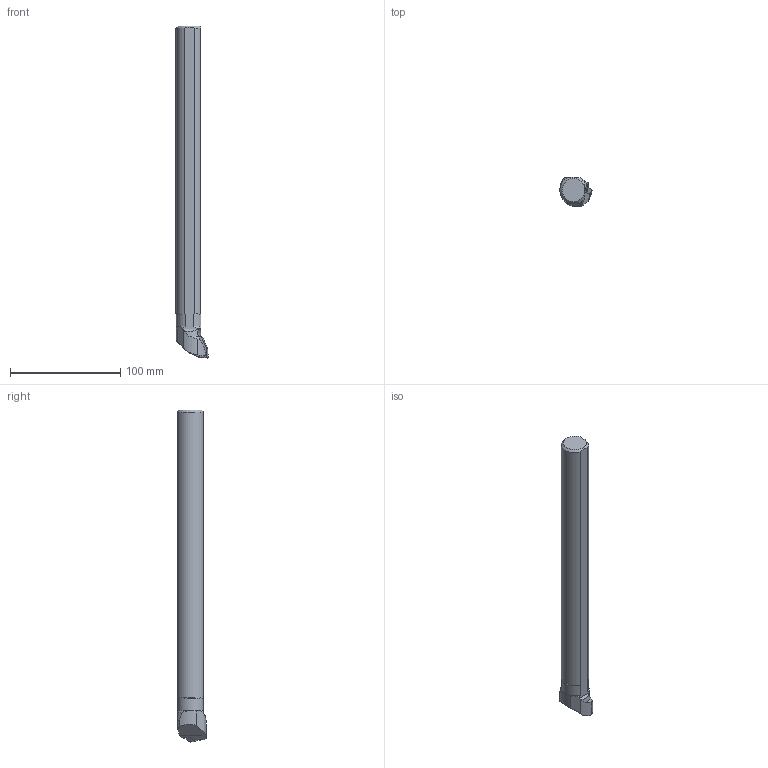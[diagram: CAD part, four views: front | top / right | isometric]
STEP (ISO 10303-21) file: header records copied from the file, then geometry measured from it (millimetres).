
FILE_DESCRIPTION(/* description */ (''),/* implementation_level */ '2;1');
FILE_NAME(/* name */ '1527569804290.stp',/* time_stamp */ '2018-05-29T06:56:47+02:00',/* author */ (''),/* organization */ ('SMS'),/* preprocessor_version */ 'ST-DEVELOPER v15',/* originating_system */ 'SIEMENS PLM Software NX 8.5',/* authorisation */ '');
FILE_SCHEMA (('AUTOMOTIVE_DESIGN { 1 0 10303 214 3 1 1 1 }'));
Length unit declared in the file: millimetre
Products named in the file (4): IsoTurningInsert; ASSEMBLY_CONSTRUCTION; 201672719mod000_00; 201676899mod000_00
Assembly tree (3 placements, depth 2):
  201676899mod000_00
    201672719mod000_00
    ASSEMBLY_CONSTRUCTION
    IsoTurningInsert
Bounding box: 29.38 x 25.97 x 301.5 mm (x, y, z)
Volume: 134216.1 mm3; surface area: 24461.7 mm2
Topology: 2 solids, 2 shells, 85 faces, 240 edges, 166 vertices
Faces by surface type: plane 45, cylinder 26, cone 14
Full cylindrical faces by diameter (mm): 5.156 x1
Entity records: 3114 total; most frequent: CARTESIAN_POINT 717, ORIENTED_EDGE 478, DIRECTION 466, EDGE_CURVE 239, AXIS2_PLACEMENT_3D 167, VERTEX_POINT 160, LINE 132, VECTOR 132
